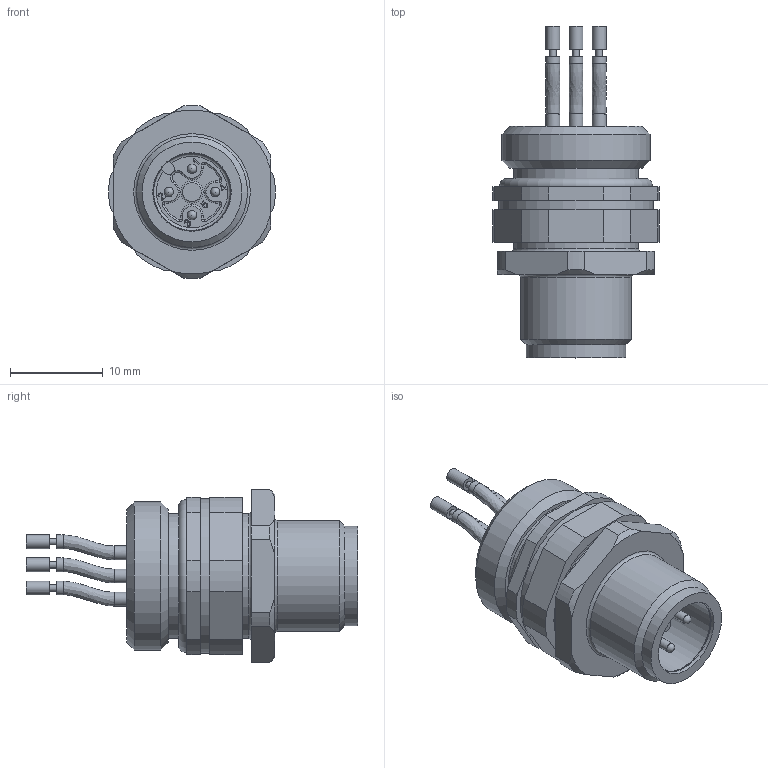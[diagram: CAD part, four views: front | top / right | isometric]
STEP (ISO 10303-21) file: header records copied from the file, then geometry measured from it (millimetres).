
FILE_DESCRIPTION(/* description */ (''),/* implementation_level */ '2;1');
FILE_NAME(/* name */ 'AL-FVM12SUA4-0,5_M16_S520.stp',/* time_stamp */ '2017-10-05T08:29:30+02:00',/* author */ (''),/* organization */ (''),/* preprocessor_version */ 'ST-DEVELOPER v16',/* originating_system */ 'SIEMENS PLM Software NX 10.0',/* authorisation */ '');
FILE_SCHEMA (('AUTOMOTIVE_DESIGN { 1 0 10303 214 3 1 1 1 }'));
Length unit declared in the file: millimetre
Products named in the file (1): c.ka1A902A16c0np
Bounding box: 17.96 x 35.85 x 18.69 mm (x, y, z)
Volume: 3923.2 mm3; surface area: 2929.8 mm2
Topology: 2 solids, 2 shells, 239 faces, 599 edges, 392 vertices
Faces by surface type: plane 94, cylinder 72, extrusion 32, torus 14, cone 13, bspline 10, sphere 4
Full cylindrical faces by diameter (mm): 0.7 x4, 1 x4, 1.5 x12, 2 x1, 8.4 x1, 10.8 x1, 12 x1, 13.5 x2, 15.46 x2, 16 x1, 16.7 x1
Entity records: 7427 total; most frequent: CARTESIAN_POINT 2246, ORIENTED_EDGE 1036, DIRECTION 969, EDGE_CURVE 518, AXIS2_PLACEMENT_3D 373, VERTEX_POINT 362, EDGE_LOOP 317, ADVANCED_FACE 239
